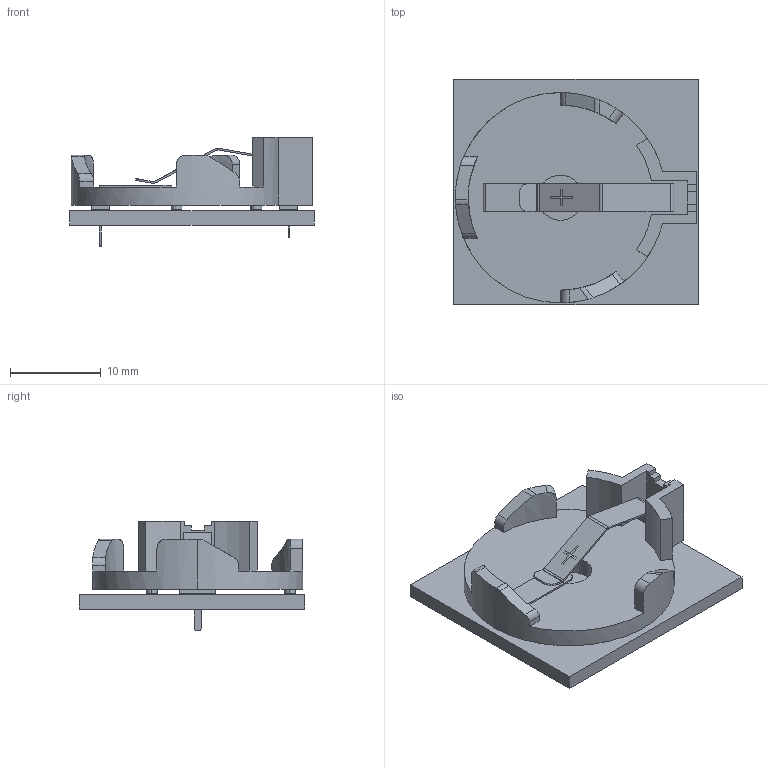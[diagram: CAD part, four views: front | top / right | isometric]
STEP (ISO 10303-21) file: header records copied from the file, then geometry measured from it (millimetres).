
FILE_DESCRIPTION(('Designed by EasyEDA Pro'),'2;1');
FILE_NAME('Open CASCADE Shape Model','2026-01-18T15:59:50',('Author'),( 'Open CASCADE'),'Open CASCADE STEP processor 7.8','Open CASCADE 7.8' ,'Unknown');
FILE_SCHEMA(('AUTOMOTIVE_DESIGN { 1 0 10303 214 1 1 1 1 }'));
Length unit declared in the file: millimetre
Products named in the file (8): EasyEDA PCB Model~gmjg; Board~gmjg; TopCopper~gmjg; BottomCopper~gmjg; TopFpcStiffener~gmjg; BottomFpcStiffener~gmjg; U1~BAT-TH_BS-07-A1BJ001~BAT-TH_BS-07-A1BJ001~gmjg; BAT-TH_BS-07-A1BJ001~BAT-TH_BS-07-A1BJ001~gmjg
Assembly tree (7 placements, depth 3):
  EasyEDA PCB Model~gmjg
    Board~gmjg
    TopCopper~gmjg
    BottomCopper~gmjg
    TopFpcStiffener~gmjg
    BottomFpcStiffener~gmjg
    U1~BAT-TH_BS-07-A1BJ001~BAT-TH_BS-07-A1BJ001~gmjg
      BAT-TH_BS-07-A1BJ001~BAT-TH_BS-07-A1BJ001~gmjg
Bounding box: 26.95 x 24.84 x 12.1 mm (x, y, z)
Volume: 2164.1 mm3; surface area: 3132 mm2
Topology: 15 solids, 15 shells, 372 faces, 997 edges, 664 vertices
Faces by surface type: plane 228, bspline 98, cylinder 46
Entity records: 15748 total; most frequent: CARTESIAN_POINT 3487, ORIENTED_EDGE 1994, DIRECTION 1421, EDGE_CURVE 997, LINE 689, VECTOR 689, VERTEX_POINT 664, FACE_BOUND 399
